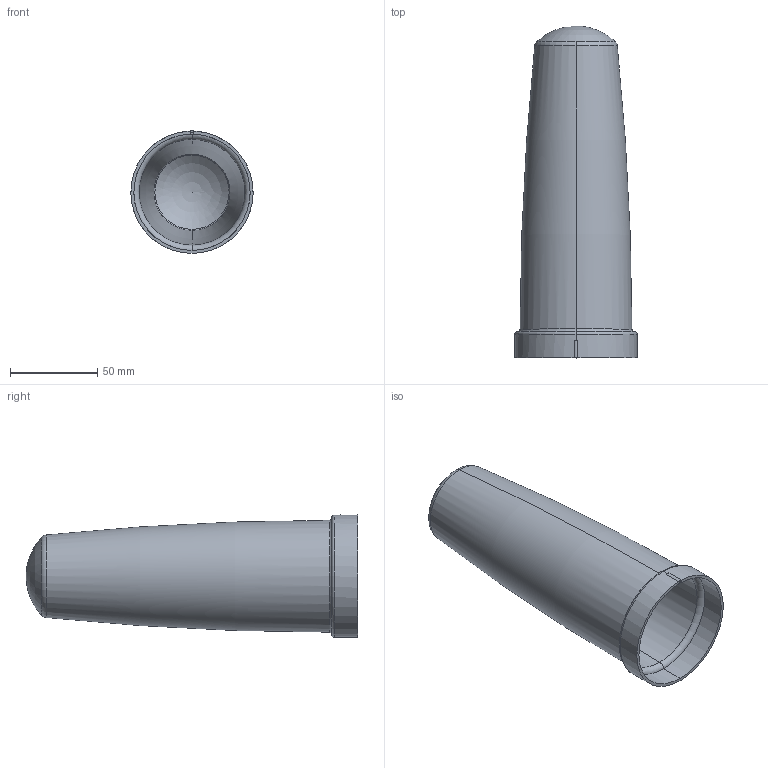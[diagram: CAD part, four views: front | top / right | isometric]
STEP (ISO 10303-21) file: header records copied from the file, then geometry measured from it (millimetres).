
FILE_DESCRIPTION (( 'STEP AP214' ), '1' );
FILE_NAME ('B45110011-F1.step', '2016-10-25T14:42:11', ( '' ), ( '' ), 'SwSTEP 2.0', 'SolidWorks 2016', '' );
FILE_SCHEMA (( 'AUTOMOTIVE_DESIGN' ));
Length unit declared in the file: millimetre
Products named in the file (1): B45110011-F1
Bounding box: 70 x 190 x 70.29 mm (x, y, z)
Volume: 59155.3 mm3; surface area: 69976 mm2
Topology: 1 solids, 1 shells, 26 faces, 60 edges, 36 vertices
Faces by surface type: torus 14, cylinder 6, plane 4, sphere 2
Entity records: 742 total; most frequent: DIRECTION 154, CARTESIAN_POINT 113, ORIENTED_EDGE 108, AXIS2_PLACEMENT_3D 73, EDGE_CURVE 54, CIRCLE 46, VERTEX_POINT 32, EDGE_LOOP 28
